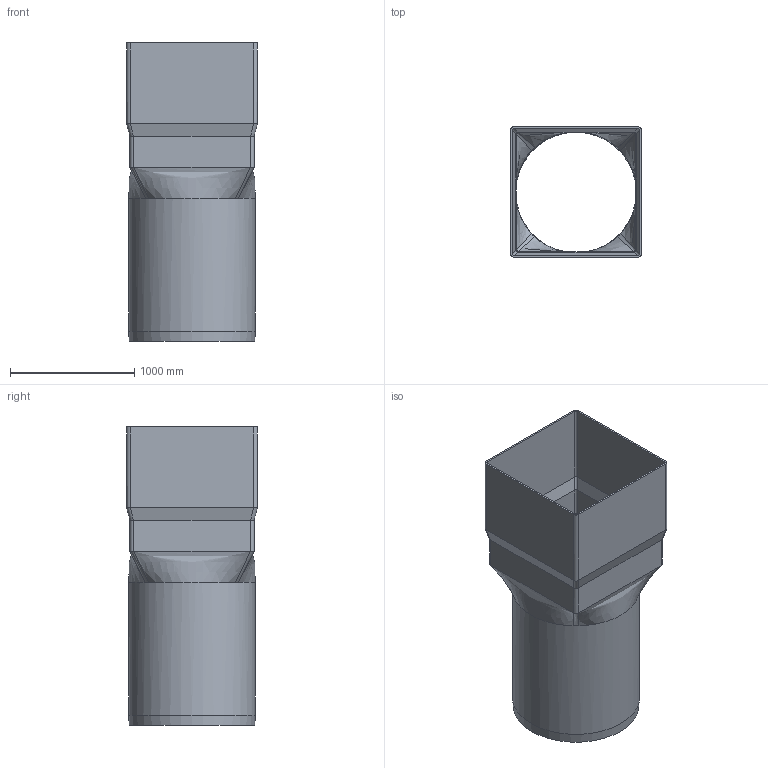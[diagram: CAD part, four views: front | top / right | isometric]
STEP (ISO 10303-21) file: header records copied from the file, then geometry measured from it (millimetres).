
FILE_DESCRIPTION(/* description */ (''),/* implementation_level */ '2;1');
FILE_NAME(/* name */ '55688.100N_3D.stp',/* time_stamp */ '2025-07-03T14:48:38+02:00',/* author */ ('N.Hausmann'),/* organization */ (''),/* preprocessor_version */ 'ST-DEVELOPER v20',/* originating_system */ 'AutoCAD Mechanical',/* authorisation */ '');
FILE_SCHEMA (('AUTOMOTIVE_DESIGN { 1 0 10303 214 3 1 1 }'));
Length unit declared in the file: centimetre
Products named in the file (2): Product; *S0
Assembly tree (1 placements, depth 2):
  Product
    *S0
Bounding box: 1053 x 1053 x 2400 mm (x, y, z)
Volume: 151172077.2 mm3; surface area: 17411445 mm2
Topology: 2 solids, 2 shells, 76 faces, 230 edges, 158 vertices
Faces by surface type: plane 32, cylinder 26, bspline 16, cone 2
Full cylindrical faces by diameter (mm): 980 x1, 1020 x1
Entity records: 4289 total; most frequent: CARTESIAN_POINT 2194, ORIENTED_EDGE 460, DIRECTION 404, EDGE_CURVE 230, VERTEX_POINT 158, AXIS2_PLACEMENT_3D 152, LINE 100, VECTOR 100
